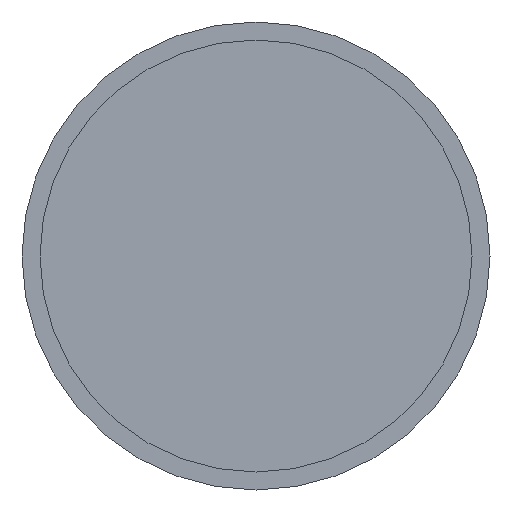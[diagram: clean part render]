
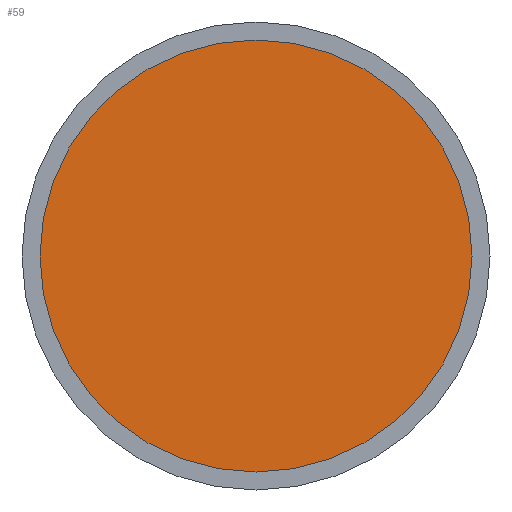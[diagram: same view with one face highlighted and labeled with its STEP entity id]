
A CAD part, front view. The second image highlights one B-rep face of the part: STEP entity #59.
In plain terms, the highlighted planar face has unit normal (0, -1, 0).
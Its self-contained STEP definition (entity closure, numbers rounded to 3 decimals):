
#59 = ADVANCED_FACE( '', ( #129 ), #130, .F. );
#129 = FACE_OUTER_BOUND( '', #212, .T. );
#130 = PLANE( '', #213 );
#212 = EDGE_LOOP( '', ( #348 ) );
#213 = AXIS2_PLACEMENT_3D( '', #349, #350, #351 );
#348 = ORIENTED_EDGE( '', *, *, #467, .T. );
#349 = CARTESIAN_POINT( '', ( 30., -3., 0. ) );
#350 = DIRECTION( '', ( 0., 1., 0. ) );
#351 = DIRECTION( '', ( 0., 0., 1. ) );
#467 = EDGE_CURVE( '', #536, #536, #537, .T. );
#536 = VERTEX_POINT( '', #625 );
#537 = CIRCLE( '', #626, 30. );
#625 = CARTESIAN_POINT( '', ( 0., -3., -30. ) );
#626 = AXIS2_PLACEMENT_3D( '', #697, #698, #699 );
#697 = CARTESIAN_POINT( '', ( 0., -3., 0. ) );
#698 = DIRECTION( '', ( 0., -1., 0. ) );
#699 = DIRECTION( '', ( 0., 0., -1. ) );
